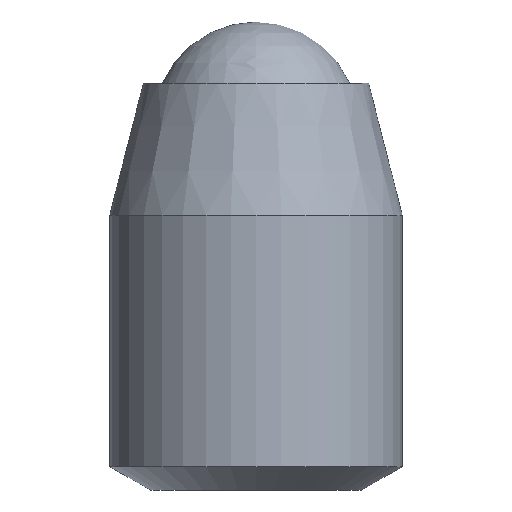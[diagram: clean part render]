
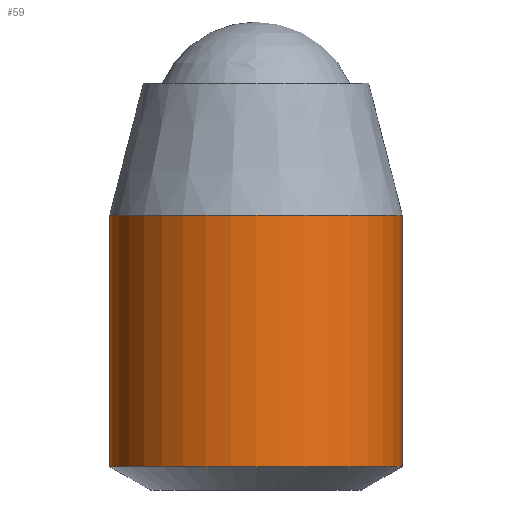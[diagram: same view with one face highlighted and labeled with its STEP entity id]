
A CAD part, front view. The second image highlights one B-rep face of the part: STEP entity #59.
In plain terms, the highlighted cylindrical face has radius 5 mm (diameter 10 mm), a full revolution.
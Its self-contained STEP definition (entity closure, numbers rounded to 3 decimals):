
#59 = ADVANCED_FACE( '', ( #125, #126 ), #127, .T. );
#125 = FACE_OUTER_BOUND( '', #196, .T. );
#126 = FACE_OUTER_BOUND( '', #197, .T. );
#127 = CYLINDRICAL_SURFACE( '', #198, 5. );
#196 = EDGE_LOOP( '', ( #293 ) );
#197 = EDGE_LOOP( '', ( #294 ) );
#198 = AXIS2_PLACEMENT_3D( '', #295, #296, #297 );
#293 = ORIENTED_EDGE( '', *, *, #411, .T. );
#294 = ORIENTED_EDGE( '', *, *, #388, .T. );
#295 = CARTESIAN_POINT( '', ( 0., 0., 13.9 ) );
#296 = DIRECTION( '', ( 0., 0., 1. ) );
#297 = DIRECTION( '', ( -1., 0., 0. ) );
#388 = EDGE_CURVE( '', #449, #449, #450, .F. );
#411 = EDGE_CURVE( '', #483, #483, #484, .T. );
#449 = VERTEX_POINT( '', #531 );
#450 = CIRCLE( '', #532, 5. );
#483 = VERTEX_POINT( '', #575 );
#484 = CIRCLE( '', #576, 5. );
#531 = CARTESIAN_POINT( '', ( 5., 0., 9.4 ) );
#532 = AXIS2_PLACEMENT_3D( '', #620, #621, #622 );
#575 = CARTESIAN_POINT( '', ( 5., 0., 0.8 ) );
#576 = AXIS2_PLACEMENT_3D( '', #645, #646, #647 );
#620 = CARTESIAN_POINT( '', ( 0., 0., 9.4 ) );
#621 = DIRECTION( '', ( 0., 0., 1. ) );
#622 = DIRECTION( '', ( 1., 0., 0. ) );
#645 = CARTESIAN_POINT( '', ( 0., 0., 0.8 ) );
#646 = DIRECTION( '', ( 0., 0., 1. ) );
#647 = DIRECTION( '', ( 1., 0., 0. ) );
